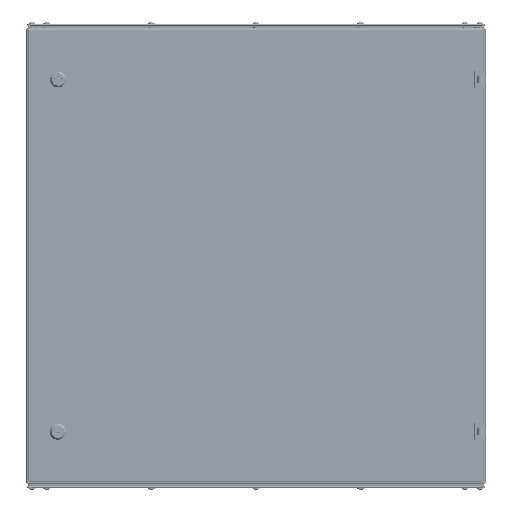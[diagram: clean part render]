
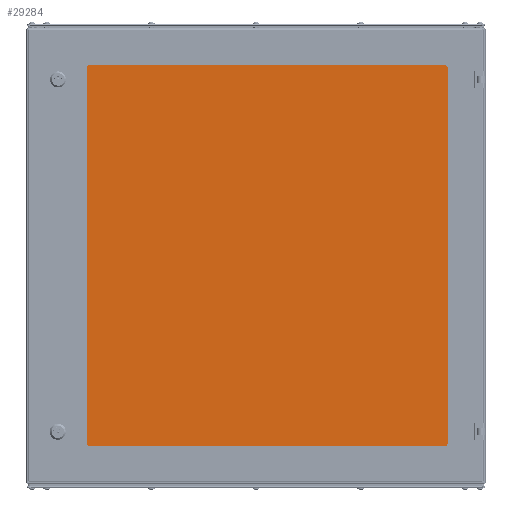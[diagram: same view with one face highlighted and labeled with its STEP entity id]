
A CAD part, top view. The second image highlights one B-rep face of the part: STEP entity #29284.
In plain terms, the highlighted planar face has unit normal (0, 0, 1).
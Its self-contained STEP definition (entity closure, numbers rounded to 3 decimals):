
#1268 = EDGE_CURVE ( 'NONE', #57930, #77404, #57748, .T. ) ;
#4843 = ORIENTED_EDGE ( 'NONE', *, *, #26417, .T. ) ;
#5560 = ORIENTED_EDGE ( 'NONE', *, *, #8922, .T. ) ;
#6746 = FACE_OUTER_BOUND ( 'NONE', #60490, .T. ) ;
#7440 = DIRECTION ( 'NONE',  ( -1., 0., 0. ) ) ;
#8922 = EDGE_CURVE ( 'NONE', #64174, #11169, #89336, .T. ) ;
#10708 = CARTESIAN_POINT ( 'NONE',  ( -327.75, -335.5, 4. ) ) ;
#11169 = VERTEX_POINT ( 'NONE', #81026 ) ;
#12904 = CIRCLE ( 'NONE', #63959, 10. ) ;
#13104 = VECTOR ( 'NONE', #72128, 1000. ) ;
#16105 = AXIS2_PLACEMENT_3D ( 'NONE', #32456, #60339, #88234 ) ;
#16827 = LINE ( 'NONE', #39199, #30024 ) ;
#19766 = DIRECTION ( 'NONE',  ( -1., 0., 0. ) ) ;
#19866 = ORIENTED_EDGE ( 'NONE', *, *, #73533, .T. ) ;
#20377 = DIRECTION ( 'NONE',  ( 0., 0., -1. ) ) ;
#22064 = CARTESIAN_POINT ( 'NONE',  ( -327.75, 345.5, 4. ) ) ;
#22137 = CARTESIAN_POINT ( 'NONE',  ( 327.75, -335.5, 4. ) ) ;
#26417 = EDGE_CURVE ( 'NONE', #11169, #57930, #16827, .T. ) ;
#27252 = PLANE ( 'NONE',  #75081 ) ;
#29284 = ADVANCED_FACE ( 'NONE', ( #6746 ), #27252, .F. ) ;
#30024 = VECTOR ( 'NONE', #67083, 1000. ) ;
#32456 = CARTESIAN_POINT ( 'NONE',  ( -317.75, 335.5, 4. ) ) ;
#32979 = DIRECTION ( 'NONE',  ( -1., 0., 0. ) ) ;
#33678 = CARTESIAN_POINT ( 'NONE',  ( -327.75, 335.5, 4. ) ) ;
#34399 = DIRECTION ( 'NONE',  ( 0., 0., 1. ) ) ;
#34877 = LINE ( 'NONE', #22064, #68738 ) ;
#35669 = CARTESIAN_POINT ( 'NONE',  ( -317.75, 345.5, 4. ) ) ;
#36592 = ORIENTED_EDGE ( 'NONE', *, *, #84914, .T. ) ;
#36935 = LINE ( 'NONE', #44250, #13104 ) ;
#37360 = EDGE_CURVE ( 'NONE', #69887, #85084, #34877, .T. ) ;
#39199 = CARTESIAN_POINT ( 'NONE',  ( -327.75, -345.5, 4. ) ) ;
#44250 = CARTESIAN_POINT ( 'NONE',  ( 327.75, -345.5, 4. ) ) ;
#46535 = EDGE_CURVE ( 'NONE', #61223, #64174, #73148, .T. ) ;
#51154 = CIRCLE ( 'NONE', #16105, 10. ) ;
#51688 = CARTESIAN_POINT ( 'NONE',  ( -327.75, -345.5, 4. ) ) ;
#52940 = ORIENTED_EDGE ( 'NONE', *, *, #46535, .T. ) ;
#55139 = DIRECTION ( 'NONE',  ( -1., 0., 0. ) ) ;
#56696 = CARTESIAN_POINT ( 'NONE',  ( 317.75, -345.5, 4. ) ) ;
#57186 = DIRECTION ( 'NONE',  ( 0., -1., 0. ) ) ;
#57748 = CIRCLE ( 'NONE', #69416, 10. ) ;
#57930 = VERTEX_POINT ( 'NONE', #56696 ) ;
#60166 = AXIS2_PLACEMENT_3D ( 'NONE', #82376, #34399, #19766 ) ;
#60339 = DIRECTION ( 'NONE',  ( 0., 0., 1. ) ) ;
#60490 = EDGE_LOOP ( 'NONE', ( #4843, #82028, #83421, #36592, #76579, #19866, #52940, #5560 ) ) ;
#61223 = VERTEX_POINT ( 'NONE', #33678 ) ;
#62263 = CARTESIAN_POINT ( 'NONE',  ( 317.75, -335.5, 4. ) ) ;
#63684 = DIRECTION ( 'NONE',  ( -1., 0., 0. ) ) ;
#63959 = AXIS2_PLACEMENT_3D ( 'NONE', #82286, #81825, #32979 ) ;
#64174 = VERTEX_POINT ( 'NONE', #10708 ) ;
#64545 = CARTESIAN_POINT ( 'NONE',  ( 327.75, 335.5, 4. ) ) ;
#67083 = DIRECTION ( 'NONE',  ( 1., 0., 0. ) ) ;
#68738 = VECTOR ( 'NONE', #63684, 1000. ) ;
#69416 = AXIS2_PLACEMENT_3D ( 'NONE', #62263, #89255, #7440 ) ;
#69887 = VERTEX_POINT ( 'NONE', #80355 ) ;
#70238 = CARTESIAN_POINT ( 'NONE',  ( 0., 0., 4. ) ) ;
#72128 = DIRECTION ( 'NONE',  ( 0., 1., 0. ) ) ;
#72478 = EDGE_CURVE ( 'NONE', #77404, #84745, #36935, .T. ) ;
#73148 = LINE ( 'NONE', #51688, #78643 ) ;
#73533 = EDGE_CURVE ( 'NONE', #85084, #61223, #51154, .T. ) ;
#75081 = AXIS2_PLACEMENT_3D ( 'NONE', #70238, #20377, #55139 ) ;
#76579 = ORIENTED_EDGE ( 'NONE', *, *, #37360, .T. ) ;
#77404 = VERTEX_POINT ( 'NONE', #22137 ) ;
#78643 = VECTOR ( 'NONE', #57186, 1000. ) ;
#80355 = CARTESIAN_POINT ( 'NONE',  ( 317.75, 345.5, 4. ) ) ;
#81026 = CARTESIAN_POINT ( 'NONE',  ( -317.75, -345.5, 4. ) ) ;
#81825 = DIRECTION ( 'NONE',  ( 0., 0., 1. ) ) ;
#82028 = ORIENTED_EDGE ( 'NONE', *, *, #1268, .T. ) ;
#82286 = CARTESIAN_POINT ( 'NONE',  ( 317.75, 335.5, 4. ) ) ;
#82376 = CARTESIAN_POINT ( 'NONE',  ( -317.75, -335.5, 4. ) ) ;
#83421 = ORIENTED_EDGE ( 'NONE', *, *, #72478, .T. ) ;
#84745 = VERTEX_POINT ( 'NONE', #64545 ) ;
#84914 = EDGE_CURVE ( 'NONE', #84745, #69887, #12904, .T. ) ;
#85084 = VERTEX_POINT ( 'NONE', #35669 ) ;
#88234 = DIRECTION ( 'NONE',  ( -1., 0., 0. ) ) ;
#89255 = DIRECTION ( 'NONE',  ( 0., 0., 1. ) ) ;
#89336 = CIRCLE ( 'NONE', #60166, 10. ) ;
